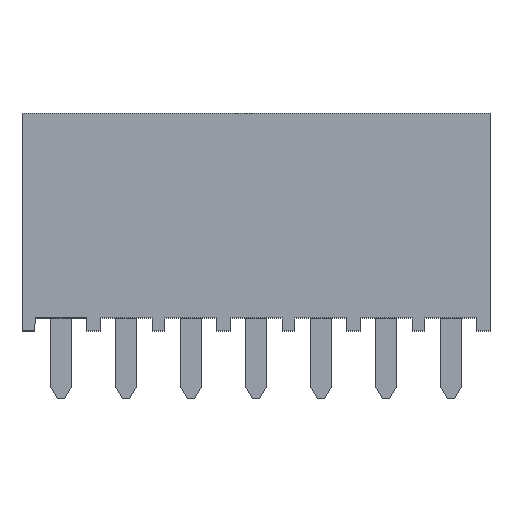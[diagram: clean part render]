
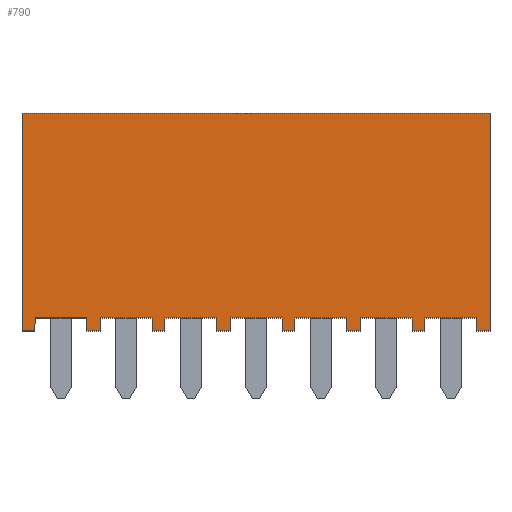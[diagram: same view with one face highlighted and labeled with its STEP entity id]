
A CAD part, top view. The second image highlights one B-rep face of the part: STEP entity #790.
In plain terms, the highlighted planar face has unit normal (0, 0, 1).
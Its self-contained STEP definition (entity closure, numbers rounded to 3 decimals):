
#790=ADVANCED_FACE('',(#1591),#1592,.T.);
#1591=FACE_OUTER_BOUND('',#2400,.T.);
#1592=PLANE('',#2401);
#2400=EDGE_LOOP('',(#4599,#4600,#4601,#4602,#4603,#4604,#4605,#4606,#4607,#4608,#4609,#4610,#4611,#4612,#4613,#4614,#4615,#4616,#4617,#4618,#4619,#4620,#4621,#4622,#4623,#4624,#4625,#4626,#4627,#4628,#4629,#4630));
#2401=AXIS2_PLACEMENT_3D('',#4631,#4632,#4633);
#4599=ORIENTED_EDGE('',*,*,#5471,.T.);
#4600=ORIENTED_EDGE('',*,*,#5518,.T.);
#4601=ORIENTED_EDGE('',*,*,#5592,.T.);
#4602=ORIENTED_EDGE('',*,*,#5593,.T.);
#4603=ORIENTED_EDGE('',*,*,#5594,.T.);
#4604=ORIENTED_EDGE('',*,*,#5589,.T.);
#4605=ORIENTED_EDGE('',*,*,#5583,.T.);
#4606=ORIENTED_EDGE('',*,*,#5587,.T.);
#4607=ORIENTED_EDGE('',*,*,#5580,.T.);
#4608=ORIENTED_EDGE('',*,*,#5577,.T.);
#4609=ORIENTED_EDGE('',*,*,#5571,.T.);
#4610=ORIENTED_EDGE('',*,*,#5575,.T.);
#4611=ORIENTED_EDGE('',*,*,#5568,.T.);
#4612=ORIENTED_EDGE('',*,*,#5565,.T.);
#4613=ORIENTED_EDGE('',*,*,#5559,.T.);
#4614=ORIENTED_EDGE('',*,*,#5563,.T.);
#4615=ORIENTED_EDGE('',*,*,#5556,.T.);
#4616=ORIENTED_EDGE('',*,*,#5553,.T.);
#4617=ORIENTED_EDGE('',*,*,#5547,.T.);
#4618=ORIENTED_EDGE('',*,*,#5551,.T.);
#4619=ORIENTED_EDGE('',*,*,#5544,.T.);
#4620=ORIENTED_EDGE('',*,*,#5541,.T.);
#4621=ORIENTED_EDGE('',*,*,#5535,.T.);
#4622=ORIENTED_EDGE('',*,*,#5539,.T.);
#4623=ORIENTED_EDGE('',*,*,#5532,.T.);
#4624=ORIENTED_EDGE('',*,*,#5529,.T.);
#4625=ORIENTED_EDGE('',*,*,#5523,.T.);
#4626=ORIENTED_EDGE('',*,*,#5527,.T.);
#4627=ORIENTED_EDGE('',*,*,#5520,.T.);
#4628=ORIENTED_EDGE('',*,*,#5514,.T.);
#4629=ORIENTED_EDGE('',*,*,#5476,.T.);
#4630=ORIENTED_EDGE('',*,*,#5481,.T.);
#4631=CARTESIAN_POINT('',(9.144,4.255,2.477));
#4632=DIRECTION('',(0.0,0.0,1.0));
#4633=DIRECTION('',(1.0,0.0,0.0));
#5471=EDGE_CURVE('',#6693,#6694,#6695,.T.);
#5476=EDGE_CURVE('',#6702,#6703,#6704,.T.);
#5481=EDGE_CURVE('',#6703,#6693,#6711,.T.);
#5514=EDGE_CURVE('',#6772,#6702,#6773,.T.);
#5518=EDGE_CURVE('',#6694,#6776,#6778,.T.);
#5520=EDGE_CURVE('',#6780,#6772,#6781,.T.);
#5523=EDGE_CURVE('',#6784,#6785,#6786,.T.);
#5527=EDGE_CURVE('',#6785,#6780,#6790,.T.);
#5529=EDGE_CURVE('',#6792,#6784,#6793,.T.);
#5532=EDGE_CURVE('',#6796,#6792,#6797,.T.);
#5535=EDGE_CURVE('',#6800,#6801,#6802,.T.);
#5539=EDGE_CURVE('',#6801,#6796,#6806,.T.);
#5541=EDGE_CURVE('',#6808,#6800,#6809,.T.);
#5544=EDGE_CURVE('',#6812,#6808,#6813,.T.);
#5547=EDGE_CURVE('',#6816,#6817,#6818,.T.);
#5551=EDGE_CURVE('',#6817,#6812,#6822,.T.);
#5553=EDGE_CURVE('',#6824,#6816,#6825,.T.);
#5556=EDGE_CURVE('',#6828,#6824,#6829,.T.);
#5559=EDGE_CURVE('',#6832,#6833,#6834,.T.);
#5563=EDGE_CURVE('',#6833,#6828,#6838,.T.);
#5565=EDGE_CURVE('',#6840,#6832,#6841,.T.);
#5568=EDGE_CURVE('',#6844,#6840,#6845,.T.);
#5571=EDGE_CURVE('',#6848,#6849,#6850,.T.);
#5575=EDGE_CURVE('',#6849,#6844,#6854,.T.);
#5577=EDGE_CURVE('',#6856,#6848,#6857,.T.);
#5580=EDGE_CURVE('',#6860,#6856,#6861,.T.);
#5583=EDGE_CURVE('',#6864,#6865,#6866,.T.);
#5587=EDGE_CURVE('',#6865,#6860,#6870,.T.);
#5589=EDGE_CURVE('',#6872,#6864,#6873,.T.);
#5592=EDGE_CURVE('',#6776,#6876,#6877,.T.);
#5593=EDGE_CURVE('',#6876,#6878,#6879,.T.);
#5594=EDGE_CURVE('',#6878,#6872,#6880,.T.);
#6693=VERTEX_POINT('',#8511);
#6694=VERTEX_POINT('',#8512);
#6695=LINE('',#8513,#8514);
#6702=VERTEX_POINT('',#8524);
#6703=VERTEX_POINT('',#8525);
#6704=LINE('',#8526,#8527);
#6711=LINE('',#8537,#8538);
#6772=VERTEX_POINT('',#8629);
#6773=LINE('',#8630,#8631);
#6776=VERTEX_POINT('',#8635);
#6778=LINE('',#8638,#8639);
#6780=VERTEX_POINT('',#8641);
#6781=LINE('',#8642,#8643);
#6784=VERTEX_POINT('',#8647);
#6785=VERTEX_POINT('',#8648);
#6786=LINE('',#8649,#8650);
#6790=LINE('',#8656,#8657);
#6792=VERTEX_POINT('',#8659);
#6793=LINE('',#8660,#8661);
#6796=VERTEX_POINT('',#8665);
#6797=LINE('',#8666,#8667);
#6800=VERTEX_POINT('',#8671);
#6801=VERTEX_POINT('',#8672);
#6802=LINE('',#8673,#8674);
#6806=LINE('',#8680,#8681);
#6808=VERTEX_POINT('',#8683);
#6809=LINE('',#8684,#8685);
#6812=VERTEX_POINT('',#8689);
#6813=LINE('',#8690,#8691);
#6816=VERTEX_POINT('',#8695);
#6817=VERTEX_POINT('',#8696);
#6818=LINE('',#8697,#8698);
#6822=LINE('',#8704,#8705);
#6824=VERTEX_POINT('',#8707);
#6825=LINE('',#8708,#8709);
#6828=VERTEX_POINT('',#8713);
#6829=LINE('',#8714,#8715);
#6832=VERTEX_POINT('',#8719);
#6833=VERTEX_POINT('',#8720);
#6834=LINE('',#8721,#8722);
#6838=LINE('',#8728,#8729);
#6840=VERTEX_POINT('',#8731);
#6841=LINE('',#8732,#8733);
#6844=VERTEX_POINT('',#8737);
#6845=LINE('',#8738,#8739);
#6848=VERTEX_POINT('',#8743);
#6849=VERTEX_POINT('',#8744);
#6850=LINE('',#8745,#8746);
#6854=LINE('',#8752,#8753);
#6856=VERTEX_POINT('',#8755);
#6857=LINE('',#8756,#8757);
#6860=VERTEX_POINT('',#8761);
#6861=LINE('',#8762,#8763);
#6864=VERTEX_POINT('',#8767);
#6865=VERTEX_POINT('',#8768);
#6866=LINE('',#8769,#8770);
#6870=LINE('',#8776,#8777);
#6872=VERTEX_POINT('',#8779);
#6873=LINE('',#8780,#8781);
#6876=VERTEX_POINT('',#8785);
#6877=LINE('',#8786,#8787);
#6878=VERTEX_POINT('',#8788);
#6879=LINE('',#8789,#8790);
#6880=LINE('',#8791,#8792);
#8511=CARTESIAN_POINT('',(17.78,0.508,2.477));
#8512=CARTESIAN_POINT('',(17.78,0.0,2.477));
#8513=CARTESIAN_POINT('',(17.78,2.131,2.477));
#8514=VECTOR('',#9332,1.0);
#8524=CARTESIAN_POINT('',(15.748,0.0,2.477));
#8525=CARTESIAN_POINT('',(15.748,0.508,2.477));
#8526=CARTESIAN_POINT('',(15.748,2.131,2.477));
#8527=VECTOR('',#9336,1.0);
#8537=CARTESIAN_POINT('',(12.954,0.508,2.477));
#8538=VECTOR('',#9340,1.0);
#8629=CARTESIAN_POINT('',(15.24,0.0,2.477));
#8630=CARTESIAN_POINT('',(9.144,0.0,2.477));
#8631=VECTOR('',#9371,1.0);
#8635=CARTESIAN_POINT('',(18.288,0.0,2.477));
#8638=CARTESIAN_POINT('',(9.144,0.0,2.477));
#8639=VECTOR('',#9374,1.0);
#8641=CARTESIAN_POINT('',(15.24,0.508,2.477));
#8642=CARTESIAN_POINT('',(15.24,2.131,2.477));
#8643=VECTOR('',#9375,1.0);
#8647=CARTESIAN_POINT('',(13.208,0.0,2.477));
#8648=CARTESIAN_POINT('',(13.208,0.508,2.477));
#8649=CARTESIAN_POINT('',(13.208,2.131,2.477));
#8650=VECTOR('',#9377,1.0);
#8656=CARTESIAN_POINT('',(11.684,0.508,2.477));
#8657=VECTOR('',#9380,1.0);
#8659=CARTESIAN_POINT('',(12.7,0.0,2.477));
#8660=CARTESIAN_POINT('',(9.144,0.0,2.477));
#8661=VECTOR('',#9381,1.0);
#8665=CARTESIAN_POINT('',(12.7,0.508,2.477));
#8666=CARTESIAN_POINT('',(12.7,2.131,2.477));
#8667=VECTOR('',#9383,1.0);
#8671=CARTESIAN_POINT('',(10.668,0.0,2.477));
#8672=CARTESIAN_POINT('',(10.668,0.508,2.477));
#8673=CARTESIAN_POINT('',(10.668,2.131,2.477));
#8674=VECTOR('',#9385,1.0);
#8680=CARTESIAN_POINT('',(10.414,0.508,2.477));
#8681=VECTOR('',#9388,1.0);
#8683=CARTESIAN_POINT('',(10.16,0.0,2.477));
#8684=CARTESIAN_POINT('',(9.144,0.0,2.477));
#8685=VECTOR('',#9389,1.0);
#8689=CARTESIAN_POINT('',(10.16,0.508,2.477));
#8690=CARTESIAN_POINT('',(10.16,2.131,2.477));
#8691=VECTOR('',#9391,1.0);
#8695=CARTESIAN_POINT('',(8.128,0.0,2.477));
#8696=CARTESIAN_POINT('',(8.128,0.508,2.477));
#8697=CARTESIAN_POINT('',(8.128,2.131,2.477));
#8698=VECTOR('',#9393,1.0);
#8704=CARTESIAN_POINT('',(9.144,0.508,2.477));
#8705=VECTOR('',#9396,1.0);
#8707=CARTESIAN_POINT('',(7.62,0.0,2.477));
#8708=CARTESIAN_POINT('',(9.144,0.0,2.477));
#8709=VECTOR('',#9397,1.0);
#8713=CARTESIAN_POINT('',(7.62,0.508,2.477));
#8714=CARTESIAN_POINT('',(7.62,2.131,2.477));
#8715=VECTOR('',#9399,1.0);
#8719=CARTESIAN_POINT('',(5.588,0.0,2.477));
#8720=CARTESIAN_POINT('',(5.588,0.508,2.477));
#8721=CARTESIAN_POINT('',(5.588,2.131,2.477));
#8722=VECTOR('',#9401,1.0);
#8728=CARTESIAN_POINT('',(7.874,0.508,2.477));
#8729=VECTOR('',#9404,1.0);
#8731=CARTESIAN_POINT('',(5.08,0.0,2.477));
#8732=CARTESIAN_POINT('',(9.144,0.0,2.477));
#8733=VECTOR('',#9405,1.0);
#8737=CARTESIAN_POINT('',(5.08,0.508,2.477));
#8738=CARTESIAN_POINT('',(5.08,2.131,2.477));
#8739=VECTOR('',#9407,1.0);
#8743=CARTESIAN_POINT('',(3.048,0.0,2.477));
#8744=CARTESIAN_POINT('',(3.048,0.508,2.477));
#8745=CARTESIAN_POINT('',(3.048,2.131,2.477));
#8746=VECTOR('',#9409,1.0);
#8752=CARTESIAN_POINT('',(6.604,0.508,2.477));
#8753=VECTOR('',#9412,1.0);
#8755=CARTESIAN_POINT('',(2.54,0.0,2.477));
#8756=CARTESIAN_POINT('',(9.144,0.0,2.477));
#8757=VECTOR('',#9413,1.0);
#8761=CARTESIAN_POINT('',(2.54,0.508,2.477));
#8762=CARTESIAN_POINT('',(2.54,2.131,2.477));
#8763=VECTOR('',#9415,1.0);
#8767=CARTESIAN_POINT('',(0.508,0.0,2.477));
#8768=CARTESIAN_POINT('',(0.508,0.508,2.477));
#8769=CARTESIAN_POINT('',(0.508,2.131,2.477));
#8770=VECTOR('',#9417,1.0);
#8776=CARTESIAN_POINT('',(5.334,0.508,2.477));
#8777=VECTOR('',#9420,1.0);
#8779=CARTESIAN_POINT('',(0.0,0.0,2.477));
#8780=CARTESIAN_POINT('',(9.144,0.0,2.477));
#8781=VECTOR('',#9421,1.0);
#8785=CARTESIAN_POINT('',(18.288,8.509,2.477));
#8786=CARTESIAN_POINT('',(18.288,4.255,2.477));
#8787=VECTOR('',#9423,1.0);
#8788=CARTESIAN_POINT('',(0.0,8.509,2.477));
#8789=CARTESIAN_POINT('',(9.144,8.509,2.477));
#8790=VECTOR('',#9424,1.0);
#8791=CARTESIAN_POINT('',(0.0,4.255,2.477));
#8792=VECTOR('',#9425,1.0);
#9332=DIRECTION('',(0.0,-1.0,0.0));
#9336=DIRECTION('',(0.0,1.0,0.0));
#9340=DIRECTION('',(1.0,0.0,-0.0));
#9371=DIRECTION('',(1.0,0.0,0.0));
#9374=DIRECTION('',(1.0,0.0,0.0));
#9375=DIRECTION('',(0.0,-1.0,0.0));
#9377=DIRECTION('',(0.0,1.0,0.0));
#9380=DIRECTION('',(1.0,0.0,-0.0));
#9381=DIRECTION('',(1.0,0.0,0.0));
#9383=DIRECTION('',(0.0,-1.0,0.0));
#9385=DIRECTION('',(0.0,1.0,0.0));
#9388=DIRECTION('',(1.0,0.0,-0.0));
#9389=DIRECTION('',(1.0,0.0,0.0));
#9391=DIRECTION('',(0.0,-1.0,0.0));
#9393=DIRECTION('',(0.0,1.0,0.0));
#9396=DIRECTION('',(1.0,0.0,-0.0));
#9397=DIRECTION('',(1.0,0.0,0.0));
#9399=DIRECTION('',(0.0,-1.0,0.0));
#9401=DIRECTION('',(0.0,1.0,0.0));
#9404=DIRECTION('',(1.0,0.0,-0.0));
#9405=DIRECTION('',(1.0,0.0,0.0));
#9407=DIRECTION('',(0.0,-1.0,0.0));
#9409=DIRECTION('',(0.0,1.0,0.0));
#9412=DIRECTION('',(1.0,0.0,-0.0));
#9413=DIRECTION('',(1.0,0.0,0.0));
#9415=DIRECTION('',(0.0,-1.0,0.0));
#9417=DIRECTION('',(0.0,1.0,0.0));
#9420=DIRECTION('',(1.0,0.0,-0.0));
#9421=DIRECTION('',(1.0,0.0,0.0));
#9423=DIRECTION('',(0.0,1.0,0.0));
#9424=DIRECTION('',(-1.0,0.0,0.0));
#9425=DIRECTION('',(0.0,-1.0,0.0));
